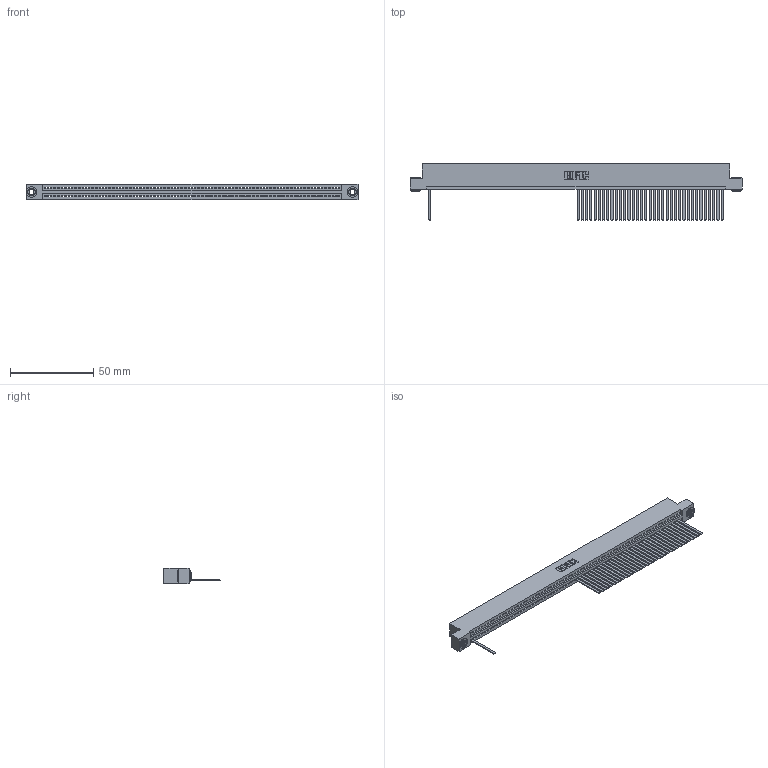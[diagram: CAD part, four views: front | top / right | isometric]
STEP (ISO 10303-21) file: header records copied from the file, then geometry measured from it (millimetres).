
FILE_DESCRIPTION (( 'STEP AP203' ), '1' );
FILE_NAME ('395-070-544-103.STEP', '2018-11-26T22:33:38', ( '' ), ( '' ), 'SwSTEP 2.0', 'SolidWorks 2016', '' );
FILE_SCHEMA (( 'CONFIG_CONTROL_DESIGN' ));
Length unit declared in the file: inch
Products named in the file (4): 345 Part_Flush Mounting Lugs - 0.156 Dia-TH; 395-070-544-103; 345-250-002_345-250-002-102; 345-292-001_345-293-144
Assembly tree (39 placements, depth 2):
  395-070-544-103
    345 Part_Flush Mounting Lugs - 0.156 Dia-TH
    345-292-001_345-293-144  x36
    345-250-002_345-250-002-102  x2
Bounding box: 199.01 x 33.96 x 9.4 mm (x, y, z)
Volume: 19178.4 mm3; surface area: 25265.6 mm2
Topology: 39 solids, 39 shells, 2580 faces, 7941 edges, 5242 vertices
Faces by surface type: plane 1862, cylinder 710, cone 8
Entity records: 48292 total; most frequent: ORIENTED_EDGE 8526, CARTESIAN_POINT 8495, DIRECTION 7369, EDGE_CURVE 4263, VECTOR 3831, LINE 3831, VERTEX_POINT 2838, AXIS2_PLACEMENT_3D 1769
